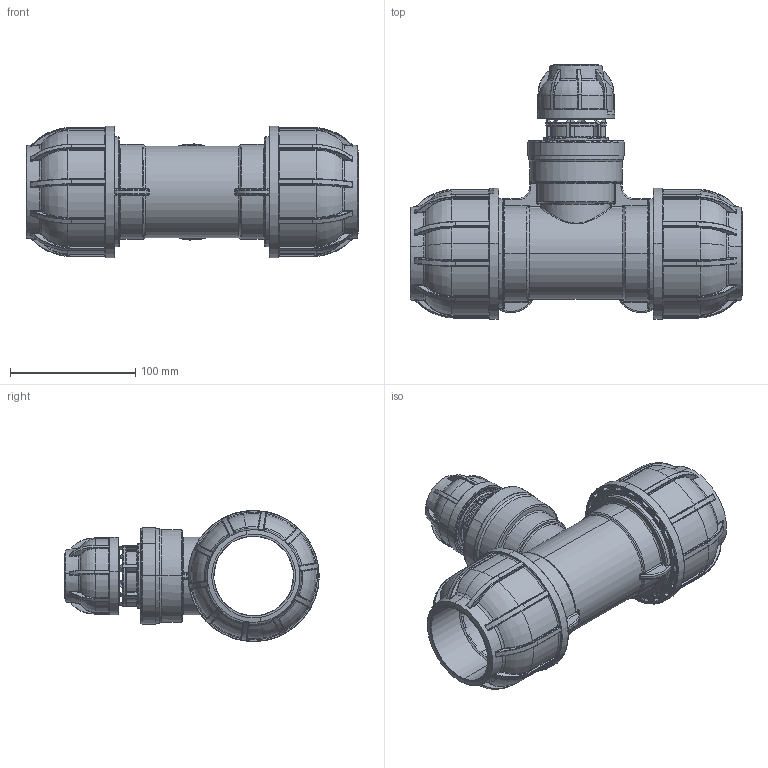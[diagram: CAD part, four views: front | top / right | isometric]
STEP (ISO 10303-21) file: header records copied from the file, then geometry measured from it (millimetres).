
FILE_DESCRIPTION (( 'STEP AP203' ), '1' );
FILE_NAME ('R217.063.032.step', '2013-11-19T09:27:09', ( 'Alusic' ), ( 'Alusic' ), 'SwSTEP 2.0', 'SolidWorks 2011', '' );
FILE_SCHEMA (( 'CONFIG_CONTROL_DESIGN' ));
Length unit declared in the file: millimetre
Products named in the file (1): R217.063.032
Bounding box: 265.6 x 203.64 x 104.99 mm (x, y, z)
Surface area: 204367.9 mm2 (no closed solid volume)
Topology: 0 solids, 102 shells, 1693 faces, 5748 edges, 3897 vertices
Faces by surface type: cylinder 506, torus 385, bspline 366, plane 362, cone 39, sphere 35
Entity records: 84000 total; most frequent: CARTESIAN_POINT 39505, DIRECTION 8877, ORIENTED_EDGE 8675, EDGE_CURVE 5729, VERTEX_POINT 3897, AXIS2_PLACEMENT_3D 3731, CIRCLE 2403, B_SPLINE_CURVE_WITH_KNOTS 1733
